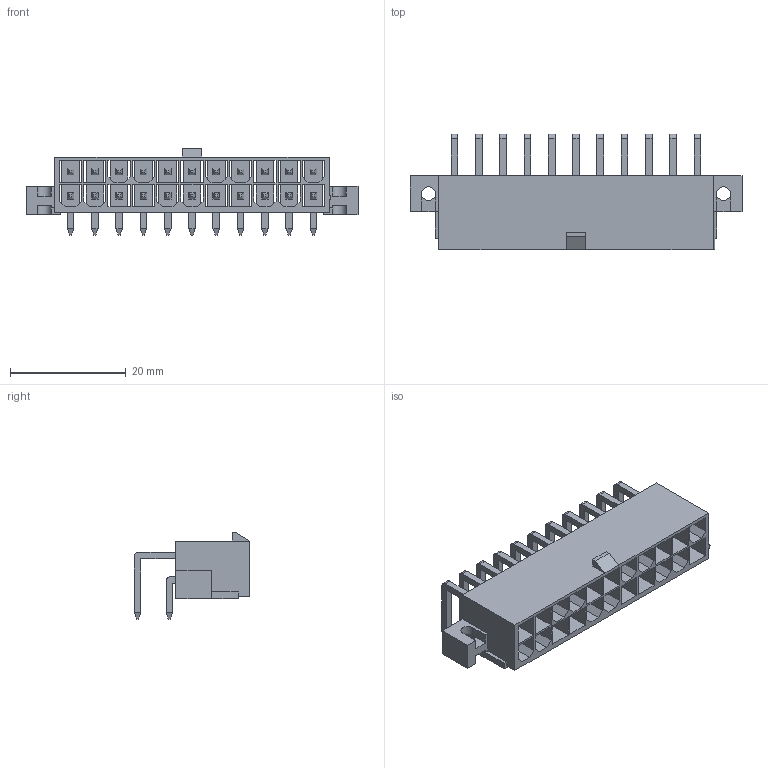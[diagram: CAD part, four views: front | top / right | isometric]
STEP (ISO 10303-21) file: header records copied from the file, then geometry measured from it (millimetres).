
FILE_DESCRIPTION(/* description */ ('Unknown'),/* implementation_level */ '2;1');
FILE_NAME(/* name */ '64902221022',/* time_stamp */ '2019-08-05T11:13:23+02:00',/* author */ ('Unknown'),/* organization */ ('Unknown'),/* preprocessor_version */ 'ST-DEVELOPER v16.7',/* originating_system */ 'DEX',/* authorisation */ $);
FILE_SCHEMA (('AUTOMOTIVE_DESIGN {1 0 10303 214 3 1 1}'));
Length unit declared in the file: millimetre
Products named in the file (4): 6490xx21022; 64902221022; 6490xx21022_PIN; 6490xx21022_PIN_BIS
Assembly tree (23 placements, depth 2):
  6490xx21022
    64902221022
    6490xx21022_PIN  x11
    6490xx21022_PIN_BIS  x11
Bounding box: 57.4 x 19.97 x 14.9 mm (x, y, z)
Volume: 3252.2 mm3; surface area: 9306.8 mm2
Topology: 23 solids, 23 shells, 746 faces, 1927 edges, 1210 vertices
Faces by surface type: plane 717, cylinder 29
Entity records: 13639 total; most frequent: CARTESIAN_POINT 2387, ORIENTED_EDGE 2374, DIRECTION 2065, EDGE_CURVE 1187, LINE 1169, VECTOR 1169, VERTEX_POINT 770, EDGE_LOOP 529
